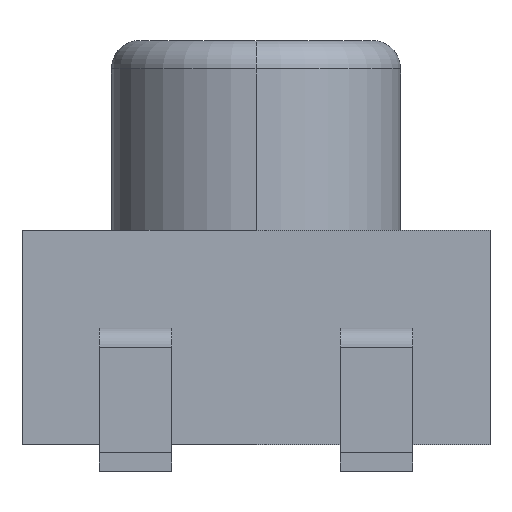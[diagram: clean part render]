
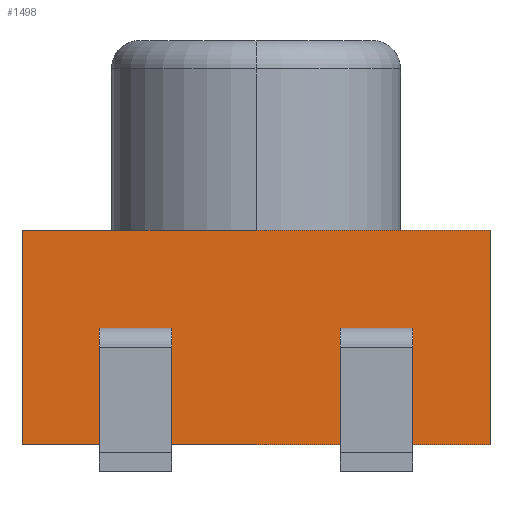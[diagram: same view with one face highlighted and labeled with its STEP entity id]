
A CAD part, left-side view. The second image highlights one B-rep face of the part: STEP entity #1498.
In plain terms, the highlighted planar face has unit normal (-1, 0, 0).
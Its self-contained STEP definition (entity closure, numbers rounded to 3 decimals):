
#130 = CARTESIAN_POINT ( 'NONE',  ( -2.25, 2.465, 0.28 ) ) ;
#229 = CARTESIAN_POINT ( 'NONE',  ( -2.25, -2.465, 0.28 ) ) ;
#238 = VERTEX_POINT ( 'NONE', #947 ) ;
#320 = CARTESIAN_POINT ( 'NONE',  ( -2.25, -2.465, 0.28 ) ) ;
#335 = CARTESIAN_POINT ( 'NONE',  ( -2.25, 2.465, 2.54 ) ) ;
#355 = CARTESIAN_POINT ( 'NONE',  ( -2.25, -2.465, 0.28 ) ) ;
#402 = CARTESIAN_POINT ( 'NONE',  ( -2.25, 2.465, 2.54 ) ) ;
#407 = AXIS2_PLACEMENT_3D ( 'NONE', #355, #493, #477 ) ;
#435 = FACE_OUTER_BOUND ( 'NONE', #487, .T. ) ;
#477 = DIRECTION ( 'NONE',  ( 0., 1., 0. ) ) ;
#487 = EDGE_LOOP ( 'NONE', ( #606, #1015, #1407, #1307 ) ) ;
#493 = DIRECTION ( 'NONE',  ( 1., 0., 0. ) ) ;
#504 = CARTESIAN_POINT ( 'NONE',  ( -2.25, 2.465, 0.28 ) ) ;
#549 = CARTESIAN_POINT ( 'NONE',  ( -2.25, -2.465, 2.54 ) ) ;
#606 = ORIENTED_EDGE ( 'NONE', *, *, #1335, .F. ) ;
#627 = B_SPLINE_CURVE_WITH_KNOTS ( 'NONE', 1,
 ( #1641, #335 ),
 .UNSPECIFIED., .F., .F.,
 ( 2, 2 ),
 ( 0., 1. ),
 .UNSPECIFIED. ) ;
#746 = VERTEX_POINT ( 'NONE', #229 ) ;
#937 = VERTEX_POINT ( 'NONE', #130 ) ;
#947 = CARTESIAN_POINT ( 'NONE',  ( -2.25, 2.465, 2.54 ) ) ;
#981 = CARTESIAN_POINT ( 'NONE',  ( -2.25, -2.465, 2.54 ) ) ;
#1015 = ORIENTED_EDGE ( 'NONE', *, *, #1670, .F. ) ;
#1073 = B_SPLINE_CURVE_WITH_KNOTS ( 'NONE', 1,
 ( #1552, #504 ),
 .UNSPECIFIED., .F., .F.,
 ( 2, 2 ),
 ( -1., 0. ),
 .UNSPECIFIED. ) ;
#1197 = CARTESIAN_POINT ( 'NONE',  ( -2.25, -2.465, 2.54 ) ) ;
#1237 = PLANE ( 'NONE',  #407 ) ;
#1303 = EDGE_CURVE ( 'NONE', #746, #1757, #1351, .T. ) ;
#1307 = ORIENTED_EDGE ( 'NONE', *, *, #1801, .F. ) ;
#1335 = EDGE_CURVE ( 'NONE', #937, #238, #627, .T. ) ;
#1351 = B_SPLINE_CURVE_WITH_KNOTS ( 'NONE', 1,
 ( #320, #1197 ),
 .UNSPECIFIED., .F., .F.,
 ( 2, 2 ),
 ( -1., 0. ),
 .UNSPECIFIED. ) ;
#1407 = ORIENTED_EDGE ( 'NONE', *, *, #1303, .T. ) ;
#1466 = B_SPLINE_CURVE_WITH_KNOTS ( 'NONE', 1,
 ( #402, #981 ),
 .UNSPECIFIED., .F., .F.,
 ( 2, 2 ),
 ( 0., 1. ),
 .UNSPECIFIED. ) ;
#1498 = ADVANCED_FACE ( 'NONE', ( #435 ), #1237, .F. ) ;
#1552 = CARTESIAN_POINT ( 'NONE',  ( -2.25, -2.465, 0.28 ) ) ;
#1641 = CARTESIAN_POINT ( 'NONE',  ( -2.25, 2.465, 0.28 ) ) ;
#1670 = EDGE_CURVE ( 'NONE', #746, #937, #1073, .T. ) ;
#1757 = VERTEX_POINT ( 'NONE', #549 ) ;
#1801 = EDGE_CURVE ( 'NONE', #238, #1757, #1466, .T. ) ;
